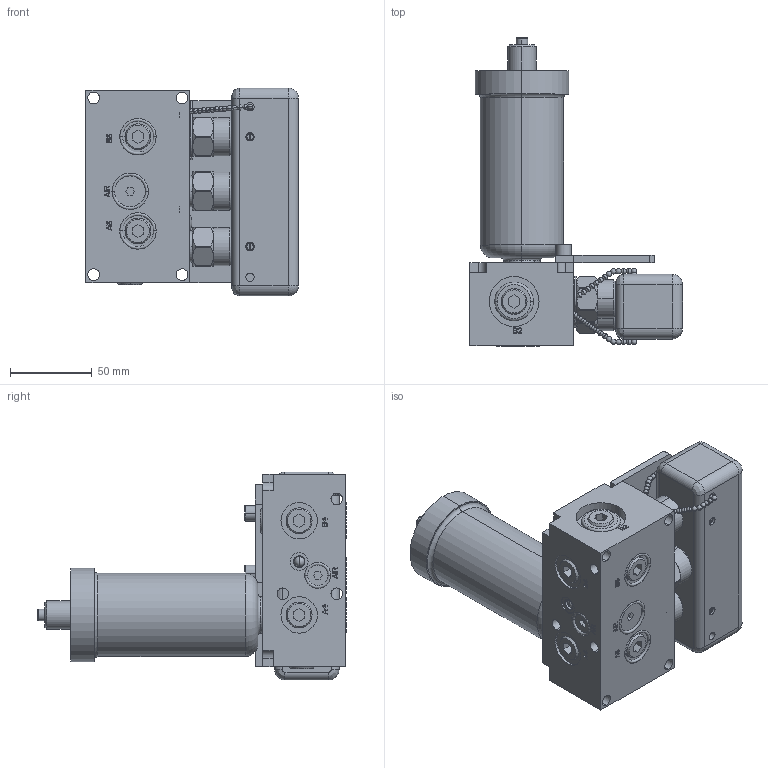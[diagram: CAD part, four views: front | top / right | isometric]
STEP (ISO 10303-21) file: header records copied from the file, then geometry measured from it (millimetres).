
FILE_DESCRIPTION((''),'2;1');
FILE_NAME('ILC56000521','2020-04-16T',('npeters'),(''),'PRO/ENGINEER BY PARAMETRIC TECHNOLOGY CORPORATION, 2013320','PRO/ENGINEER BY PARAMETRIC TECHNOLOGY CORPORATION, 2013320','');
FILE_SCHEMA(('AUTOMOTIVE_DESIGN { 1 0 10303 214 1 1 1 1 }'));
Length unit declared in the file: inch
Products named in the file (3): ILC56000521_PD; ILC56000521_COVER; ILC56000521
Assembly tree (2 placements, depth 2):
  ILC56000521
    ILC56000521_PD
    ILC56000521_COVER
Bounding box: 130.1 x 188.54 x 127 mm (x, y, z)
Volume: 659846.3 mm3; surface area: 134013.8 mm2
Topology: 1 solids, 47 shells, 1488 faces, 3841 edges, 2402 vertices
Faces by surface type: plane 954, cylinder 212, sphere 140, cone 114, torus 64, bspline 4
Entity records: 48404 total; most frequent: CARTESIAN_POINT 9601, DIRECTION 7461, ORIENTED_EDGE 7302, EDGE_CURVE 3663, VECTOR 2669, LINE 2669, VERTEX_POINT 2402, AXIS2_PLACEMENT_3D 2396
